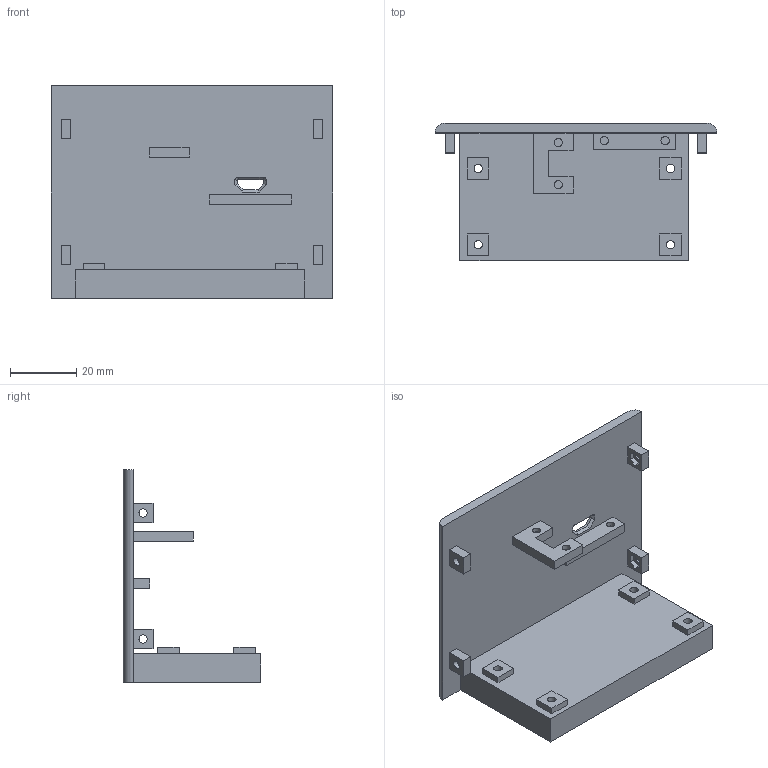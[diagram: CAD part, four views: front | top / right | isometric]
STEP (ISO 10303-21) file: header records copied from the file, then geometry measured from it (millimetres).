
FILE_DESCRIPTION(/* description */ (''),/* implementation_level */ '2;1');
FILE_NAME(/* name */ 'Back.step',/* time_stamp */ '2021-01-28T19:29:52+01:00',/* author */ (''),/* organization */ (''),/* preprocessor_version */ 'ST-DEVELOPER v18.1',/* originating_system */ 'Autodesk Translation Framework v9.7.0.1280',/* authorisation */ '');
FILE_SCHEMA (('AUTOMOTIVE_DESIGN { 1 0 10303 214 3 1 1 }'));
Length unit declared in the file: millimetre
Products named in the file (1): Back
Bounding box: 85 x 41.5 x 64 mm (x, y, z)
Volume: 24164 mm3; surface area: 20525.4 mm2
Topology: 1 solids, 1 shells, 193 faces, 496 edges, 328 vertices
Faces by surface type: plane 171, cylinder 20, cone 2
Full cylindrical faces by diameter (mm): 2.5 x12
Entity records: 5860 total; most frequent: CARTESIAN_POINT 1018, ORIENTED_EDGE 992, DIRECTION 926, EDGE_CURVE 496, LINE 454, VECTOR 454, VERTEX_POINT 328, EDGE_LOOP 242
